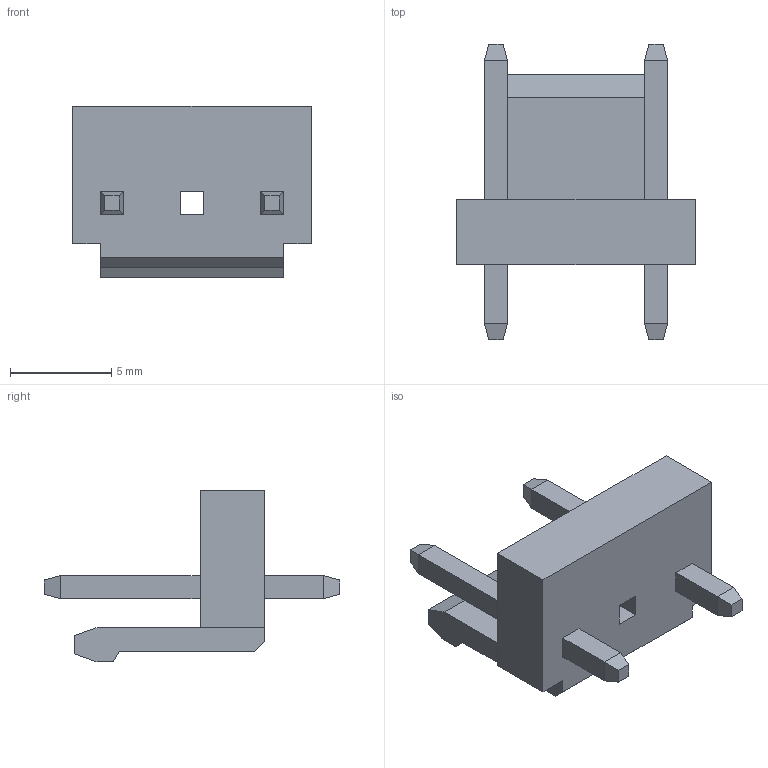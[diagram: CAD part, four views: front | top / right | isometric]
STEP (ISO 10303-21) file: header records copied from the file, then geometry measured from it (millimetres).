
FILE_DESCRIPTION (( 'STEP AP214' ), '1' );
FILE_NAME ('B2P3-VH.STEP', '2023-12-10T21:44:25', ( '' ), ( '' ), 'SwSTEP 2.0', 'SolidWorks 2021', '' );
FILE_SCHEMA (( 'AUTOMOTIVE_DESIGN' ));
Length unit declared in the file: millimetre
Products named in the file (4): BxP-VH_3.STEP; pin.STEP; B2P3-VH.STEP; B2P3-VH
Assembly tree (4 placements, depth 3):
  B2P3-VH
    B2P3-VH.STEP
      BxP-VH_3.STEP
      pin.STEP  x2
Bounding box: 11.82 x 14.6 x 8.5 mm (x, y, z)
Volume: 387.7 mm3; surface area: 604.8 mm2
Topology: 3 solids, 3 shells, 57 faces, 135 edges, 84 vertices
Faces by surface type: plane 57
Entity records: 1397 total; most frequent: CARTESIAN_POINT 226, ORIENTED_EDGE 214, DIRECTION 209, EDGE_CURVE 107, VECTOR 107, LINE 107, VERTEX_POINT 68, AXIS2_PLACEMENT_3D 51
